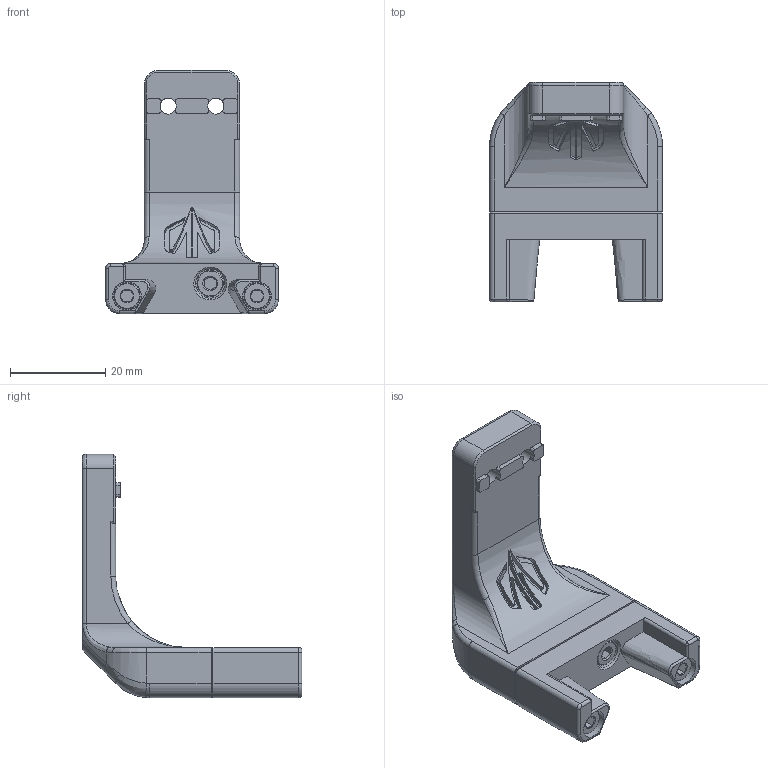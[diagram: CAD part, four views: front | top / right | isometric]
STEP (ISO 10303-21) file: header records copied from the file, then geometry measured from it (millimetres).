
FILE_DESCRIPTION(/* description */ (''),/* implementation_level */ '2;1');
FILE_NAME(/* name */ 'KlickyDockScrew.step',/* time_stamp */ '2023-07-23T17:38:09-05:00',/* author */ (''),/* organization */ (''),/* preprocessor_version */ 'ST-DEVELOPER v19.2',/* originating_system */ 'Autodesk Translation Framework v12.6.0.85',/* authorisation */ '');
FILE_SCHEMA (('AUTOMOTIVE_DESIGN { 1 0 10303 214 3 1 1 }'));
Length unit declared in the file: millimetre
Products named in the file (11): KlickyDockScrew; Probe Dock Arm v4; [a]_klicky_probe_dock_arm; [a]_klicky_probe_dock; Hardware (34); M3x8 SHCS v3 (5); M3x20 SHCS v2; M3 Hex Nut v4 (29); M3 Threaded Insert v3 (16); 6x3mm Magnet v1 (1); 91290A113_NO THREADS_Alloy Steel Socket Head Screw
Assembly tree (14 placements, depth 4):
  KlickyDockScrew
    Probe Dock Arm v4
      [a]_klicky_probe_dock_arm
      [a]_klicky_probe_dock
      Hardware (34)
        M3x8 SHCS v3 (5)  x2
        M3x20 SHCS v2  x2
        M3 Hex Nut v4 (29)  x2
        M3 Threaded Insert v3 (16)  x2
        6x3mm Magnet v1 (1)
        91290A113_NO THREADS_Alloy Steel Socket Head Screw
Bounding box: 36.26 x 46 x 51 mm (x, y, z)
Volume: 18342.8 mm3; surface area: 9022.9 mm2
Topology: 7 solids, 7 shells, 523 faces, 1360 edges, 865 vertices
Faces by surface type: bspline 207, cylinder 132, plane 126, cone 47, torus 11
Full cylindrical faces by diameter (mm): 2.9 x4, 3 x3, 3.4 x6, 4.2 x2, 4.25 x2, 4.6 x2, 4.7 x2, 5.5 x3, 6 x4, 6.1 x1
Entity records: 15460 total; most frequent: CARTESIAN_POINT 6316, ORIENTED_EDGE 1970, DIRECTION 1690, EDGE_CURVE 985, AXIS2_PLACEMENT_3D 675, VERTEX_POINT 624, EDGE_LOOP 411, FACE_OUTER_BOUND 385
